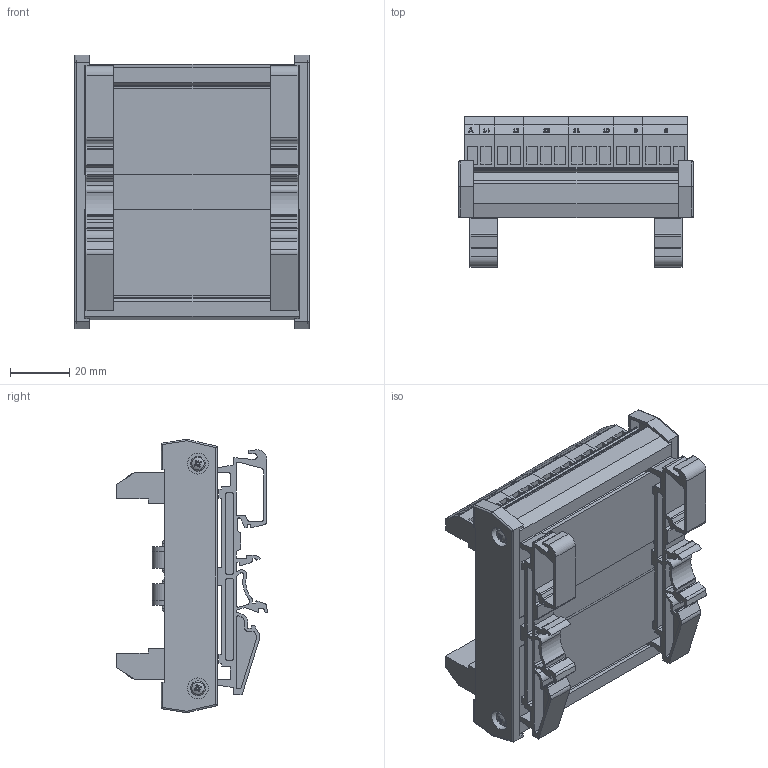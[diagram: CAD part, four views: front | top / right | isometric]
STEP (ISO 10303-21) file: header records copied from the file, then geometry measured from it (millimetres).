
FILE_DESCRIPTION((''),'2;1');
FILE_NAME('5704.4.stp','2013-12-27T16:38:42',('roland'),(''),'Autodesk Inventor 2013','Autodesk Inventor 2013','');
FILE_SCHEMA(('CONFIG_CONTROL_DESIGN'));
Length unit declared in the file: millimetre
Products named in the file (13): 5704.; 6 Amp Plate 14; BASE LEGS; BASE SIDE; 6 amp diodes 14 case; BS EN ISO 7045 Z - Metric M2.5 x 10 - 4.8 - Z; 2 hole green; 3 hole green; bussed filler; 14 lable A; 14 lable B; A Lable; diode short 6A
Assembly tree (42 placements, depth 2):
  5704.
    6 Amp Plate 14
    BASE LEGS  x2
    BASE SIDE  x2
    6 amp diodes 14 case
    BS EN ISO 7045 Z - Metric M2.5 x 10 - 4.8 - Z  x4
    2 hole green  x6
    3 hole green  x6
    bussed filler  x2
    14 lable A
    14 lable B
    A Lable  x2
    diode short 6A  x14
Bounding box: 79 x 50.69 x 91.98 mm (x, y, z)
Volume: 65513.6 mm3; surface area: 82692.3 mm2
Topology: 42 solids, 42 shells, 1962 faces, 5008 edges, 3282 vertices
Faces by surface type: plane 1200, cylinder 493, bspline 167, cone 64, torus 34, sphere 4
Full cylindrical faces by diameter (mm): 0.68 x6, 1 x90, 1.199 x14, 1.2 x42, 1.3 x30, 2.256 x4, 2.5 x4, 3.2 x4, 3.75 x30, 7 x4, 7.99 x14, 8 x14, 9 x4
Entity records: 34128 total; most frequent: CARTESIAN_POINT 8109, ORIENTED_EDGE 5310, DIRECTION 4745, EDGE_CURVE 2655, VERTEX_POINT 1857, VECTOR 1729, LINE 1729, AXIS2_PLACEMENT_3D 1508
